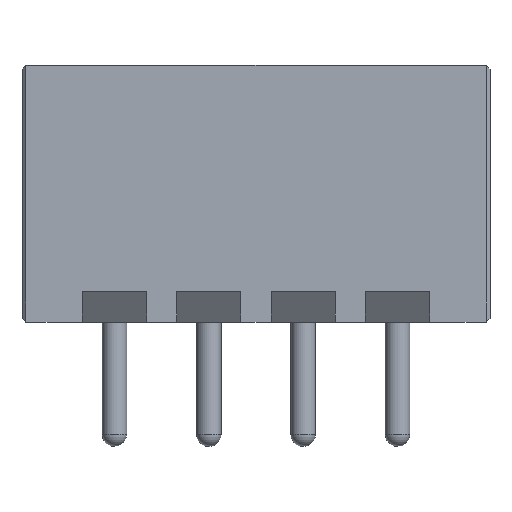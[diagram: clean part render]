
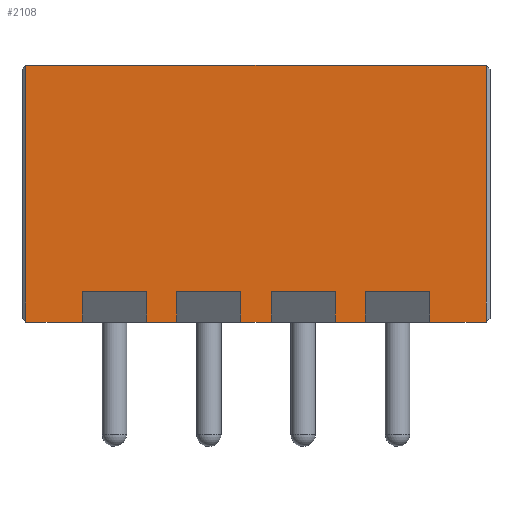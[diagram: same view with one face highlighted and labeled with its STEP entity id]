
A CAD part, front view. The second image highlights one B-rep face of the part: STEP entity #2108.
In plain terms, the highlighted planar face has unit normal (0, -1, 0).
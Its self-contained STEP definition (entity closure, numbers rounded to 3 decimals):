
#150=FACE_OUTER_BOUND('',#270,.T.);
#270=EDGE_LOOP('',(#1713,#1714,#1715,#1716,#1717,#1718,#1719,#1720,#1721,
#1722,#1723,#1724,#1725,#1726,#1727,#1728,#1729,#1730,#1731,#1732));
#404=LINE('',#3053,#674);
#449=LINE('',#3134,#719);
#528=LINE('',#3292,#798);
#529=LINE('',#3295,#799);
#532=LINE('',#3300,#802);
#533=LINE('',#3302,#803);
#534=LINE('',#3304,#804);
#535=LINE('',#3306,#805);
#536=LINE('',#3308,#806);
#537=LINE('',#3310,#807);
#538=LINE('',#3312,#808);
#539=LINE('',#3314,#809);
#540=LINE('',#3316,#810);
#541=LINE('',#3318,#811);
#542=LINE('',#3320,#812);
#543=LINE('',#3322,#813);
#544=LINE('',#3324,#814);
#545=LINE('',#3326,#815);
#546=LINE('',#3327,#816);
#547=LINE('',#3328,#817);
#674=VECTOR('',#2450,10.);
#719=VECTOR('',#2529,10.);
#798=VECTOR('',#2676,10.);
#799=VECTOR('',#2679,10.);
#802=VECTOR('',#2684,10.);
#803=VECTOR('',#2687,10.);
#804=VECTOR('',#2688,10.);
#805=VECTOR('',#2689,10.);
#806=VECTOR('',#2690,10.);
#807=VECTOR('',#2691,10.);
#808=VECTOR('',#2692,10.);
#809=VECTOR('',#2693,10.);
#810=VECTOR('',#2694,10.);
#811=VECTOR('',#2695,10.);
#812=VECTOR('',#2696,10.);
#813=VECTOR('',#2697,10.);
#814=VECTOR('',#2698,10.);
#815=VECTOR('',#2699,10.);
#816=VECTOR('',#2700,10.);
#817=VECTOR('',#2701,10.);
#924=VERTEX_POINT('',#3034);
#928=VERTEX_POINT('',#3052);
#943=VERTEX_POINT('',#3121);
#947=VERTEX_POINT('',#3133);
#989=VERTEX_POINT('',#3285);
#992=VERTEX_POINT('',#3290);
#993=VERTEX_POINT('',#3294);
#994=VERTEX_POINT('',#3298);
#995=VERTEX_POINT('',#3303);
#996=VERTEX_POINT('',#3305);
#997=VERTEX_POINT('',#3307);
#998=VERTEX_POINT('',#3309);
#999=VERTEX_POINT('',#3311);
#1000=VERTEX_POINT('',#3313);
#1001=VERTEX_POINT('',#3315);
#1002=VERTEX_POINT('',#3317);
#1003=VERTEX_POINT('',#3319);
#1004=VERTEX_POINT('',#3321);
#1005=VERTEX_POINT('',#3323);
#1006=VERTEX_POINT('',#3325);
#1128=EDGE_CURVE('',#924,#928,#404,.T.);
#1173=EDGE_CURVE('',#947,#943,#449,.T.);
#1252=EDGE_CURVE('',#989,#992,#528,.T.);
#1253=EDGE_CURVE('',#993,#989,#529,.T.);
#1256=EDGE_CURVE('',#992,#994,#532,.T.);
#1257=EDGE_CURVE('',#928,#947,#533,.T.);
#1258=EDGE_CURVE('',#995,#924,#534,.T.);
#1259=EDGE_CURVE('',#995,#996,#535,.T.);
#1260=EDGE_CURVE('',#996,#997,#536,.T.);
#1261=EDGE_CURVE('',#997,#998,#537,.T.);
#1262=EDGE_CURVE('',#999,#998,#538,.T.);
#1263=EDGE_CURVE('',#999,#1000,#539,.T.);
#1264=EDGE_CURVE('',#1000,#1001,#540,.T.);
#1265=EDGE_CURVE('',#1001,#1002,#541,.T.);
#1266=EDGE_CURVE('',#1003,#1002,#542,.T.);
#1267=EDGE_CURVE('',#1003,#1004,#543,.T.);
#1268=EDGE_CURVE('',#1004,#1005,#544,.T.);
#1269=EDGE_CURVE('',#1005,#1006,#545,.T.);
#1270=EDGE_CURVE('',#993,#1006,#546,.T.);
#1271=EDGE_CURVE('',#943,#994,#547,.T.);
#1713=ORIENTED_EDGE('',*,*,#1173,.F.);
#1714=ORIENTED_EDGE('',*,*,#1257,.F.);
#1715=ORIENTED_EDGE('',*,*,#1128,.F.);
#1716=ORIENTED_EDGE('',*,*,#1258,.F.);
#1717=ORIENTED_EDGE('',*,*,#1259,.T.);
#1718=ORIENTED_EDGE('',*,*,#1260,.T.);
#1719=ORIENTED_EDGE('',*,*,#1261,.T.);
#1720=ORIENTED_EDGE('',*,*,#1262,.F.);
#1721=ORIENTED_EDGE('',*,*,#1263,.T.);
#1722=ORIENTED_EDGE('',*,*,#1264,.T.);
#1723=ORIENTED_EDGE('',*,*,#1265,.T.);
#1724=ORIENTED_EDGE('',*,*,#1266,.F.);
#1725=ORIENTED_EDGE('',*,*,#1267,.T.);
#1726=ORIENTED_EDGE('',*,*,#1268,.T.);
#1727=ORIENTED_EDGE('',*,*,#1269,.T.);
#1728=ORIENTED_EDGE('',*,*,#1270,.F.);
#1729=ORIENTED_EDGE('',*,*,#1253,.T.);
#1730=ORIENTED_EDGE('',*,*,#1252,.T.);
#1731=ORIENTED_EDGE('',*,*,#1256,.T.);
#1732=ORIENTED_EDGE('',*,*,#1271,.F.);
#2004=PLANE('',#2246);
#2108=ADVANCED_FACE('',(#150),#2004,.T.);
#2246=AXIS2_PLACEMENT_3D('',#3301,#2685,#2686);
#2450=DIRECTION('',(0.,0.,1.));
#2529=DIRECTION('',(0.,0.,-1.));
#2676=DIRECTION('',(1.,0.,0.));
#2679=DIRECTION('',(0.,0.,1.));
#2684=DIRECTION('',(0.,0.,-1.));
#2685=DIRECTION('center_axis',(0.,-1.,0.));
#2686=DIRECTION('ref_axis',(1.,0.,0.));
#2687=DIRECTION('',(1.,0.,0.));
#2688=DIRECTION('',(-1.,0.,0.));
#2689=DIRECTION('',(0.,0.,1.));
#2690=DIRECTION('',(1.,0.,0.));
#2691=DIRECTION('',(0.,0.,-1.));
#2692=DIRECTION('',(-1.,0.,0.));
#2693=DIRECTION('',(0.,0.,1.));
#2694=DIRECTION('',(1.,0.,0.));
#2695=DIRECTION('',(0.,0.,-1.));
#2696=DIRECTION('',(-1.,0.,0.));
#2697=DIRECTION('',(0.,0.,1.));
#2698=DIRECTION('',(1.,0.,0.));
#2699=DIRECTION('',(0.,0.,-1.));
#2700=DIRECTION('',(-1.,0.,0.));
#2701=DIRECTION('',(-1.,0.,0.));
#3034=CARTESIAN_POINT('',(-6.1,-3.325,0.));
#3052=CARTESIAN_POINT('',(-6.1,-3.325,6.8));
#3053=CARTESIAN_POINT('',(-6.1,-3.325,0.));
#3121=CARTESIAN_POINT('',(6.1,-3.325,0.));
#3133=CARTESIAN_POINT('',(6.1,-3.325,6.8));
#3134=CARTESIAN_POINT('',(6.1,-3.325,0.));
#3285=CARTESIAN_POINT('',(2.9,-3.325,0.8));
#3290=CARTESIAN_POINT('',(4.6,-3.325,0.8));
#3292=CARTESIAN_POINT('',(-1.65,-3.325,0.8));
#3294=CARTESIAN_POINT('',(2.9,-3.325,0.));
#3295=CARTESIAN_POINT('',(2.9,-3.325,0.2));
#3298=CARTESIAN_POINT('',(4.6,-3.325,0.));
#3300=CARTESIAN_POINT('',(4.6,-3.325,0.2));
#3301=CARTESIAN_POINT('Origin',(-6.2,-3.325,0.));
#3302=CARTESIAN_POINT('',(0.,-3.325,6.8));
#3303=CARTESIAN_POINT('',(-4.6,-3.325,0.));
#3304=CARTESIAN_POINT('',(0.,-3.325,0.));
#3305=CARTESIAN_POINT('',(-4.6,-3.325,0.8));
#3306=CARTESIAN_POINT('',(-4.6,-3.325,0.2));
#3307=CARTESIAN_POINT('',(-2.9,-3.325,0.8));
#3308=CARTESIAN_POINT('',(-5.4,-3.325,0.8));
#3309=CARTESIAN_POINT('',(-2.9,-3.325,0.));
#3310=CARTESIAN_POINT('',(-2.9,-3.325,0.2));
#3311=CARTESIAN_POINT('',(-2.1,-3.325,0.));
#3312=CARTESIAN_POINT('',(0.,-3.325,0.));
#3313=CARTESIAN_POINT('',(-2.1,-3.325,0.8));
#3314=CARTESIAN_POINT('',(-2.1,-3.325,0.2));
#3315=CARTESIAN_POINT('',(-0.4,-3.325,0.8));
#3316=CARTESIAN_POINT('',(-4.15,-3.325,0.8));
#3317=CARTESIAN_POINT('',(-0.4,-3.325,0.));
#3318=CARTESIAN_POINT('',(-0.4,-3.325,0.2));
#3319=CARTESIAN_POINT('',(0.4,-3.325,0.));
#3320=CARTESIAN_POINT('',(0.,-3.325,0.));
#3321=CARTESIAN_POINT('',(0.4,-3.325,0.8));
#3322=CARTESIAN_POINT('',(0.4,-3.325,0.2));
#3323=CARTESIAN_POINT('',(2.1,-3.325,0.8));
#3324=CARTESIAN_POINT('',(-2.9,-3.325,0.8));
#3325=CARTESIAN_POINT('',(2.1,-3.325,0.));
#3326=CARTESIAN_POINT('',(2.1,-3.325,0.2));
#3327=CARTESIAN_POINT('',(0.,-3.325,0.));
#3328=CARTESIAN_POINT('',(0.,-3.325,0.));
